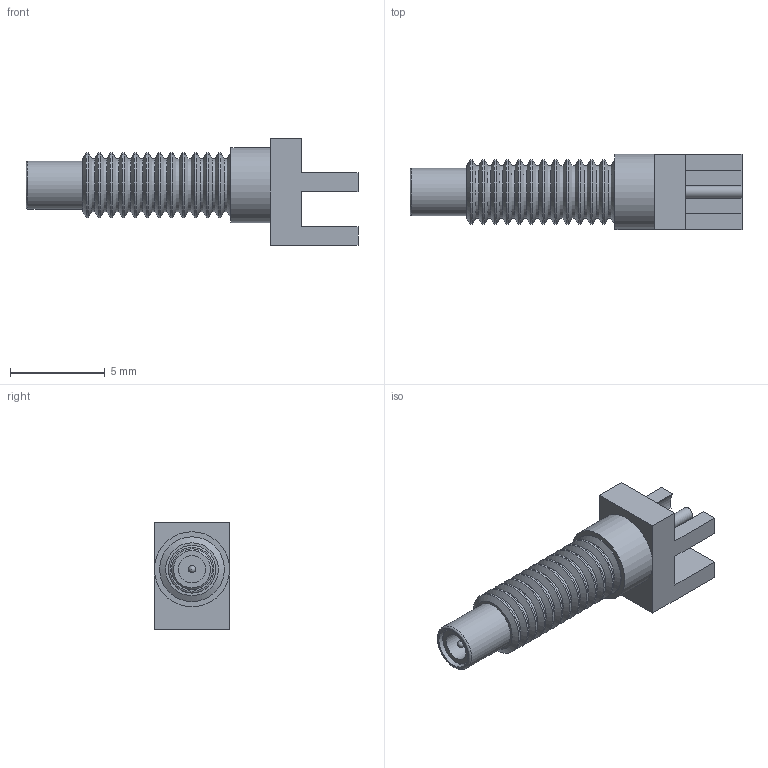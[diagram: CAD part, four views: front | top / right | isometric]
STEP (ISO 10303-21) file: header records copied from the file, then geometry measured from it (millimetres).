
FILE_DESCRIPTION(/* description */ (''),/* implementation_level */ '2;1');
FILE_NAME(/* name */ 'DELTARF_2467-000-G91P-11_Part1.stp',/* time_stamp */ '2017-09-14T14:46:49+02:00',/* author */ ('jchouvet'),/* organization */ ('SolidWorks'),/* preprocessor_version */ 'ST-DEVELOPER v16.1',/* originating_system */ 'AutoCAD Mechanical',/* authorisation */ ' ');
FILE_SCHEMA (('AUTOMOTIVE_DESIGN { 1 0 10303 214 3 1 1 }'));
Length unit declared in the file: millimetre
Products named in the file (1): Product
Bounding box: 17.53 x 3.96 x 5.64 mm (x, y, z)
Volume: 147.7 mm3; surface area: 705.5 mm2
Topology: 32 solids, 32 shells, 141 faces, 200 edges, 124 vertices
Faces by surface type: plane 77, cylinder 36, cone 26, sphere 1, torus 1
Full cylindrical faces by diameter (mm): 0.368 x1, 0.66 x1, 1.448 x1, 2.134 x1, 2.159 x3, 2.515 x1, 2.78 x12, 3.42 x13, 3.962 x1
Entity records: 2702 total; most frequent: DIRECTION 520, CARTESIAN_POINT 402, ORIENTED_EDGE 274, AXIS2_PLACEMENT_3D 241, EDGE_LOOP 206, FACE_OUTER_BOUND 141, ADVANCED_FACE 141, EDGE_CURVE 137
